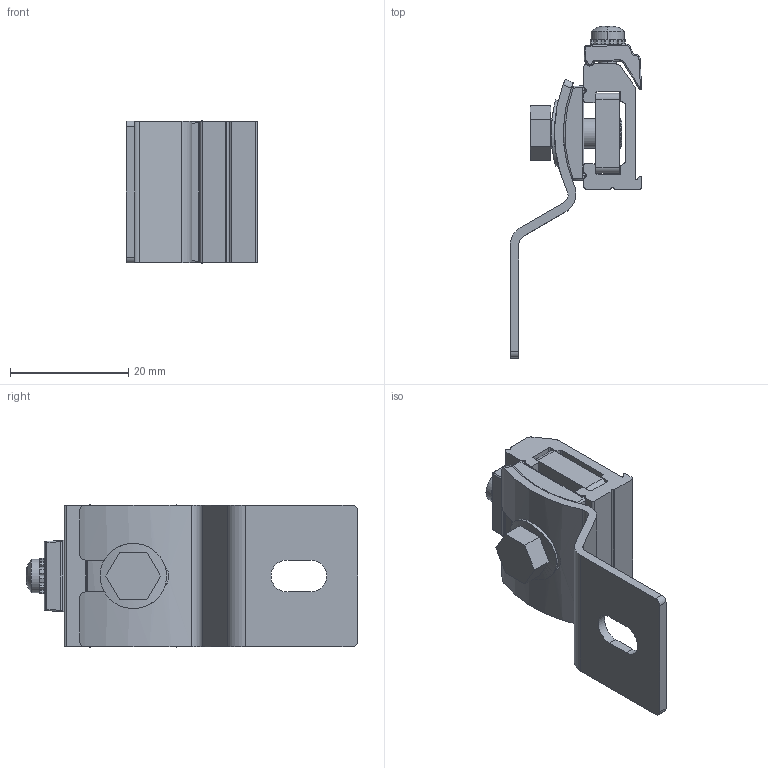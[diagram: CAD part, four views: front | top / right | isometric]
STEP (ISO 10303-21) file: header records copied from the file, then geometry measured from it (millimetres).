
FILE_DESCRIPTION((''),'2;1');
FILE_NAME('DB003391_SCHWENKHALTER_KURZ_ASM','2012-05-02T',('jsteininge'),(''),'PRO/ENGINEER BY PARAMETRIC TECHNOLOGY CORPORATION, 2006300','PRO/ENGINEER BY PARAMETRIC TECHNOLOGY CORPORATION, 2006300','');
FILE_SCHEMA(('CONFIG_CONTROL_DESIGN'));
Length unit declared in the file: millimetre
Products named in the file (10): DB002999_NUTPROFIL_SLCT_KURZ; DB003001_NUTMUTTER_KURZ; DB003002_HALTER_ZWISCHEN_DRUCKG; DB003003_SCHWENKWINKEL; DB003550_FEDERSCHEIBE_5_3; DB003009_6KT-SHR_ISO4017_M5X12; DB003000_DRUCKSTUECK_DRUCKGUSS; DB003347_ZAHNSCHEIBE-M3_DIN6797; DB003012_SHR_TORX_M3X8; DB003391_SCHWENKHALTER_KURZ_ASM
Assembly tree (9 placements, depth 2):
  DB003391_SCHWENKHALTER_KURZ_ASM
    DB002999_NUTPROFIL_SLCT_KURZ
    DB003001_NUTMUTTER_KURZ
    DB003002_HALTER_ZWISCHEN_DRUCKG
    DB003003_SCHWENKWINKEL
    DB003550_FEDERSCHEIBE_5_3
    DB003009_6KT-SHR_ISO4017_M5X12
    DB003000_DRUCKSTUECK_DRUCKGUSS
    DB003347_ZAHNSCHEIBE-M3_DIN6797
    DB003012_SHR_TORX_M3X8
Bounding box: 22.3 x 56.14 x 24.02 mm (x, y, z)
Volume: 6979.9 mm3; surface area: 7807.9 mm2
Topology: 9 solids, 9 shells, 308 faces, 864 edges, 628 vertices
Faces by surface type: cylinder 133, plane 131, bspline 24, sphere 12, cone 8
Entity records: 13258 total; most frequent: CARTESIAN_POINT 3832, DIRECTION 1654, ORIENTED_EDGE 1606, EDGE_CURVE 803, AXIS2_PLACEMENT_3D 572, VERTEX_POINT 514, VECTOR 510, LINE 510
